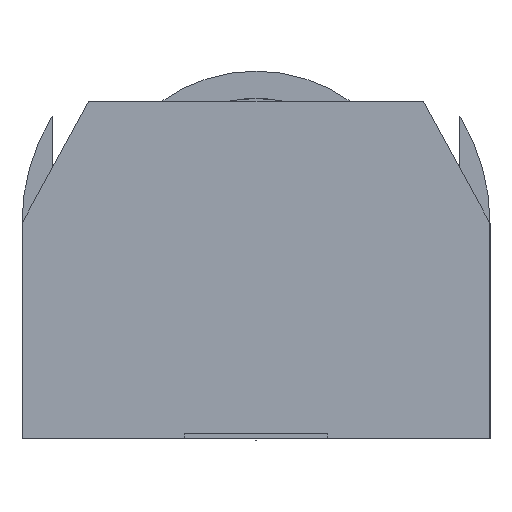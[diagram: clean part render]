
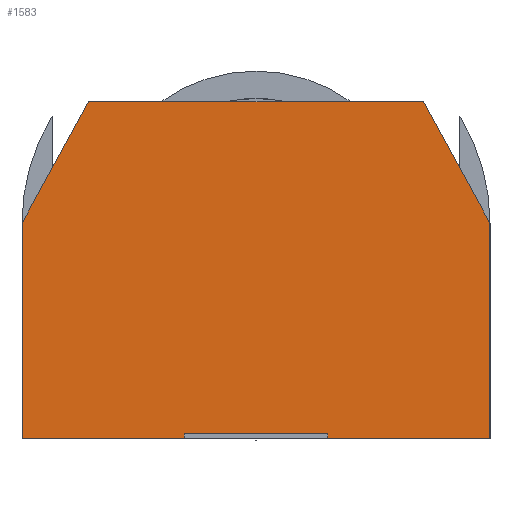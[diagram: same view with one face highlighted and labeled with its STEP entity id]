
A CAD part, left-side view. The second image highlights one B-rep face of the part: STEP entity #1583.
In plain terms, the highlighted planar face has unit normal (-1, 0, 0).
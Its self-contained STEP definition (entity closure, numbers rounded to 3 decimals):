
#202=FACE_OUTER_BOUND('',#291,.T.);
#291=EDGE_LOOP('',(#1239,#1240,#1241,#1242,#1243,#1244,#1245,#1246,#1247,
#1248,#1249,#1250));
#376=LINE('',#2268,#549);
#378=LINE('',#2272,#551);
#430=LINE('',#2399,#603);
#433=LINE('',#2405,#606);
#453=LINE('',#2449,#626);
#454=LINE('',#2451,#627);
#455=LINE('',#2452,#628);
#456=LINE('',#2454,#629);
#457=LINE('',#2456,#630);
#458=LINE('',#2458,#631);
#459=LINE('',#2460,#632);
#460=LINE('',#2461,#633);
#549=VECTOR('',#1821,1.);
#551=VECTOR('',#1823,1.);
#603=VECTOR('',#1935,1.);
#606=VECTOR('',#1942,1.);
#626=VECTOR('',#1982,1.);
#627=VECTOR('',#1983,1.);
#628=VECTOR('',#1984,1.);
#629=VECTOR('',#1985,1.);
#630=VECTOR('',#1986,1.);
#631=VECTOR('',#1987,1.);
#632=VECTOR('',#1988,1.);
#633=VECTOR('',#1989,1.);
#718=VERTEX_POINT('',#2265);
#719=VERTEX_POINT('',#2267);
#720=VERTEX_POINT('',#2269);
#721=VERTEX_POINT('',#2271);
#765=VERTEX_POINT('',#2396);
#766=VERTEX_POINT('',#2398);
#781=VERTEX_POINT('',#2448);
#782=VERTEX_POINT('',#2450);
#783=VERTEX_POINT('',#2453);
#784=VERTEX_POINT('',#2455);
#785=VERTEX_POINT('',#2457);
#786=VERTEX_POINT('',#2459);
#858=EDGE_CURVE('',#719,#718,#376,.T.);
#860=EDGE_CURVE('',#721,#720,#378,.T.);
#924=EDGE_CURVE('',#765,#766,#430,.T.);
#927=EDGE_CURVE('',#721,#765,#433,.T.);
#950=EDGE_CURVE('',#720,#781,#453,.T.);
#951=EDGE_CURVE('',#782,#781,#454,.T.);
#952=EDGE_CURVE('',#719,#782,#455,.T.);
#953=EDGE_CURVE('',#718,#783,#456,.T.);
#954=EDGE_CURVE('',#784,#783,#457,.T.);
#955=EDGE_CURVE('',#784,#785,#458,.T.);
#956=EDGE_CURVE('',#785,#786,#459,.T.);
#957=EDGE_CURVE('',#786,#766,#460,.T.);
#1239=ORIENTED_EDGE('',*,*,#927,.F.);
#1240=ORIENTED_EDGE('',*,*,#860,.T.);
#1241=ORIENTED_EDGE('',*,*,#950,.T.);
#1242=ORIENTED_EDGE('',*,*,#951,.F.);
#1243=ORIENTED_EDGE('',*,*,#952,.F.);
#1244=ORIENTED_EDGE('',*,*,#858,.T.);
#1245=ORIENTED_EDGE('',*,*,#953,.T.);
#1246=ORIENTED_EDGE('',*,*,#954,.F.);
#1247=ORIENTED_EDGE('',*,*,#955,.T.);
#1248=ORIENTED_EDGE('',*,*,#956,.T.);
#1249=ORIENTED_EDGE('',*,*,#957,.T.);
#1250=ORIENTED_EDGE('',*,*,#924,.F.);
#1509=PLANE('',#1705);
#1583=ADVANCED_FACE('',(#202),#1509,.T.);
#1705=AXIS2_PLACEMENT_3D('',#2447,#1980,#1981);
#1821=DIRECTION('',(0.,-1.,0.));
#1823=DIRECTION('',(0.,-1.,0.));
#1935=DIRECTION('',(0.,-1.,0.));
#1942=DIRECTION('',(0.,0.,1.));
#1980=DIRECTION('center_axis',(-1.,0.,0.));
#1981=DIRECTION('ref_axis',(0.,0.,-1.));
#1982=DIRECTION('',(0.,0.,1.));
#1983=DIRECTION('',(0.,1.,0.));
#1984=DIRECTION('',(0.,0.,1.));
#1985=DIRECTION('',(0.,0.,1.));
#1986=DIRECTION('',(0.,-1.,0.));
#1987=DIRECTION('',(0.,0.481,0.877));
#1988=DIRECTION('',(0.,1.,0.));
#1989=DIRECTION('',(0.,0.481,-0.877));
#2265=CARTESIAN_POINT('',(-38.525,-10.325,0.1));
#2267=CARTESIAN_POINT('',(-38.525,-3.175,0.1));
#2268=CARTESIAN_POINT('',(-38.525,10.325,0.1));
#2269=CARTESIAN_POINT('',(-38.525,3.175,0.1));
#2271=CARTESIAN_POINT('',(-38.525,10.325,0.1));
#2272=CARTESIAN_POINT('',(-38.525,10.325,0.1));
#2396=CARTESIAN_POINT('',(-38.525,10.325,9.6));
#2398=CARTESIAN_POINT('',(-38.525,10.322,9.6));
#2399=CARTESIAN_POINT('',(-38.525,10.325,9.6));
#2405=CARTESIAN_POINT('',(-38.525,10.325,0.1));
#2447=CARTESIAN_POINT('Origin',(-38.525,0.,8.36));
#2448=CARTESIAN_POINT('',(-38.525,3.175,0.3));
#2449=CARTESIAN_POINT('',(-38.525,3.175,0.1));
#2450=CARTESIAN_POINT('',(-38.525,-3.175,0.3));
#2451=CARTESIAN_POINT('',(-38.525,-3.175,0.3));
#2452=CARTESIAN_POINT('',(-38.525,-3.175,0.1));
#2453=CARTESIAN_POINT('',(-38.525,-10.325,9.6));
#2454=CARTESIAN_POINT('',(-38.525,-10.325,0.1));
#2455=CARTESIAN_POINT('',(-38.525,-10.322,9.6));
#2456=CARTESIAN_POINT('',(-38.525,10.325,9.6));
#2457=CARTESIAN_POINT('',(-38.525,-7.385,14.95));
#2458=CARTESIAN_POINT('',(-38.525,-6.664,16.264));
#2459=CARTESIAN_POINT('',(-38.525,7.385,14.95));
#2460=CARTESIAN_POINT('',(-38.525,0.,14.95));
#2461=CARTESIAN_POINT('',(-38.525,9.054,11.909));
